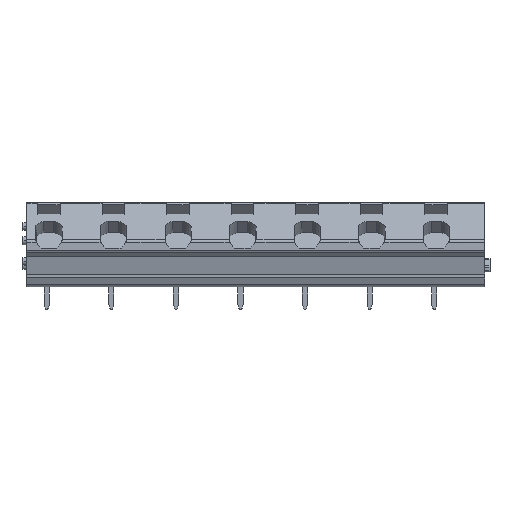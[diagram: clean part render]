
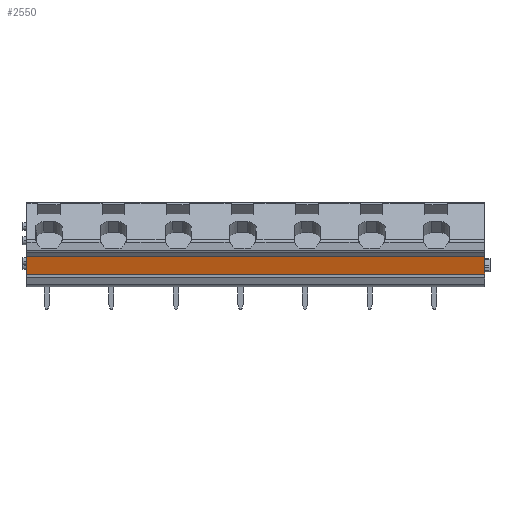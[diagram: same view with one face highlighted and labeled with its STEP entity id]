
A CAD part, front view. The second image highlights one B-rep face of the part: STEP entity #2550.
In plain terms, the highlighted planar face has unit normal (0, -0.966, -0.259).
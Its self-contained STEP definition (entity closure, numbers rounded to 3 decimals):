
#2523=AXIS2_PLACEMENT_3D('Plane Axis2P3D',#2520,#2521,#2522) ;
#2498=CARTESIAN_POINT('Vertex',(71.7,1.37,5.45)) ;
#2501=CARTESIAN_POINT('Line Origine',(36.2,1.37,5.45)) ;
#2505=CARTESIAN_POINT('Vertex',(0.7,1.37,5.45)) ;
#2520=CARTESIAN_POINT('Axis2P3D Location',(0.,0.634,8.2)) ;
#2525=CARTESIAN_POINT('Line Origine',(71.7,1.002,6.825)) ;
#2529=CARTESIAN_POINT('Vertex',(71.7,0.634,8.2)) ;
#2532=CARTESIAN_POINT('Line Origine',(36.2,0.634,8.2)) ;
#2536=CARTESIAN_POINT('Vertex',(0.7,0.634,8.2)) ;
#2539=CARTESIAN_POINT('Line Origine',(0.7,1.002,6.825)) ;
#2502=DIRECTION('Vector Direction',(1.,0.,0.)) ;
#2521=DIRECTION('Axis2P3D Direction',(0.,-0.966,-0.259)) ;
#2522=DIRECTION('Axis2P3D XDirection',(0.,0.259,-0.966)) ;
#2526=DIRECTION('Vector Direction',(0.,0.259,-0.966)) ;
#2533=DIRECTION('Vector Direction',(1.,0.,0.)) ;
#2540=DIRECTION('Vector Direction',(0.,0.259,-0.966)) ;
#2503=VECTOR('Line Direction',#2502,1.) ;
#2527=VECTOR('Line Direction',#2526,1.) ;
#2534=VECTOR('Line Direction',#2533,1.) ;
#2541=VECTOR('Line Direction',#2540,1.) ;
#2545=ORIENTED_EDGE('',*,*,#2531,.F.) ;
#2546=ORIENTED_EDGE('',*,*,#2538,.F.) ;
#2547=ORIENTED_EDGE('',*,*,#2543,.F.) ;
#2548=ORIENTED_EDGE('',*,*,#2507,.T.) ;
#2550=ADVANCED_FACE('HOUSING',(#2549),#2524,.T.) ;
#2507=EDGE_CURVE('',#2506,#2499,#2504,.T.) ;
#2531=EDGE_CURVE('',#2530,#2499,#2528,.T.) ;
#2538=EDGE_CURVE('',#2537,#2530,#2535,.T.) ;
#2543=EDGE_CURVE('',#2506,#2537,#2542,.F.) ;
#2544=EDGE_LOOP('',(#2545,#2546,#2547,#2548)) ;
#2549=FACE_OUTER_BOUND('',#2544,.T.) ;
#2504=LINE('Line',#2501,#2503) ;
#2528=LINE('Line',#2525,#2527) ;
#2535=LINE('Line',#2532,#2534) ;
#2542=LINE('Line',#2539,#2541) ;
#2524=PLANE('',#2523) ;
#2499=VERTEX_POINT('',#2498) ;
#2506=VERTEX_POINT('',#2505) ;
#2530=VERTEX_POINT('',#2529) ;
#2537=VERTEX_POINT('',#2536) ;
